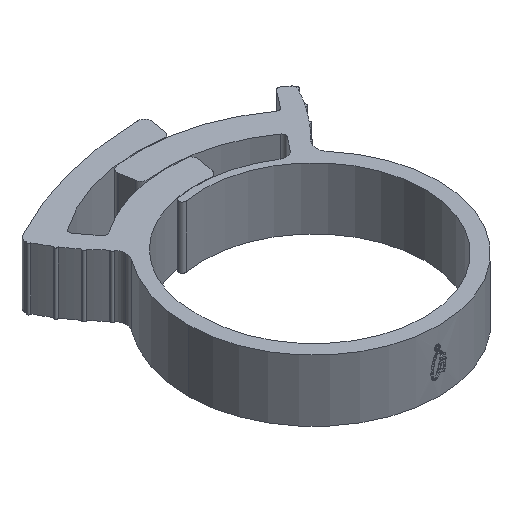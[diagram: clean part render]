
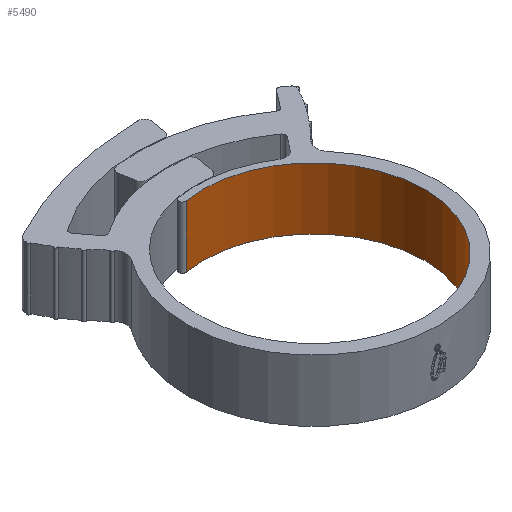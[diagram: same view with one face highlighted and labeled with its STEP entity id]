
A CAD part, isometric view. The second image highlights one B-rep face of the part: STEP entity #5490.
In plain terms, the highlighted cylindrical face has radius 16.35 mm (diameter 32.7 mm), a partial arc.
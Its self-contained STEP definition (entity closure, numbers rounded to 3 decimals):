
#62 = LINE ( 'NONE', #555, #576 ) ;
#127 = DIRECTION ( 'NONE',  ( 0., 0., -1. ) ) ;
#521 = VERTEX_POINT ( 'NONE', #4951 ) ;
#555 = CARTESIAN_POINT ( 'NONE',  ( -2.75, 16.117, 4.55 ) ) ;
#576 = VECTOR ( 'NONE', #6097, 1000. ) ;
#711 = VERTEX_POINT ( 'NONE', #4521 ) ;
#732 = CYLINDRICAL_SURFACE ( 'NONE', #4026, 16.35 ) ;
#859 = DIRECTION ( 'NONE',  ( -1., 0., 0. ) ) ;
#994 = VECTOR ( 'NONE', #3631, 1000. ) ;
#1235 = DIRECTION ( 'NONE',  ( 0., 0., -1. ) ) ;
#1573 = LINE ( 'NONE', #3562, #994 ) ;
#1574 = ORIENTED_EDGE ( 'NONE', *, *, #2595, .T. ) ;
#1771 = AXIS2_PLACEMENT_3D ( 'NONE', #3905, #4349, #3347 ) ;
#2060 = EDGE_CURVE ( 'NONE', #2233, #2910, #1573, .T. ) ;
#2233 = VERTEX_POINT ( 'NONE', #4663 ) ;
#2595 = EDGE_CURVE ( 'NONE', #711, #521, #62, .T. ) ;
#2709 = DIRECTION ( 'NONE',  ( -1., 0., 0. ) ) ;
#2910 = VERTEX_POINT ( 'NONE', #3246 ) ;
#3246 = CARTESIAN_POINT ( 'NONE',  ( -16.35, 0., -4.55 ) ) ;
#3347 = DIRECTION ( 'NONE',  ( -1., 0., 0. ) ) ;
#3393 = FACE_OUTER_BOUND ( 'NONE', #6115, .T. ) ;
#3562 = CARTESIAN_POINT ( 'NONE',  ( -16.35, 0., 4.55 ) ) ;
#3631 = DIRECTION ( 'NONE',  ( 0., 0., -1. ) ) ;
#3686 = CARTESIAN_POINT ( 'NONE',  ( 0., 0., 4.55 ) ) ;
#3905 = CARTESIAN_POINT ( 'NONE',  ( 0., 0., -4.55 ) ) ;
#4026 = AXIS2_PLACEMENT_3D ( 'NONE', #6405, #1235, #859 ) ;
#4248 = CIRCLE ( 'NONE', #1771, 16.35 ) ;
#4349 = DIRECTION ( 'NONE',  ( 0., 0., -1. ) ) ;
#4521 = CARTESIAN_POINT ( 'NONE',  ( -2.75, 16.117, 4.55 ) ) ;
#4663 = CARTESIAN_POINT ( 'NONE',  ( -16.35, 0., 4.55 ) ) ;
#4923 = ORIENTED_EDGE ( 'NONE', *, *, #5331, .F. ) ;
#4951 = CARTESIAN_POINT ( 'NONE',  ( -2.75, 16.117, -4.55 ) ) ;
#4981 = CIRCLE ( 'NONE', #5924, 16.35 ) ;
#5331 = EDGE_CURVE ( 'NONE', #711, #2233, #4981, .T. ) ;
#5490 = ADVANCED_FACE ( 'NONE', ( #3393 ), #732, .F. ) ;
#5646 = ORIENTED_EDGE ( 'NONE', *, *, #2060, .F. ) ;
#5924 = AXIS2_PLACEMENT_3D ( 'NONE', #3686, #127, #2709 ) ;
#6097 = DIRECTION ( 'NONE',  ( 0., 0., -1. ) ) ;
#6115 = EDGE_LOOP ( 'NONE', ( #6590, #5646, #4923, #1574 ) ) ;
#6216 = EDGE_CURVE ( 'NONE', #521, #2910, #4248, .T. ) ;
#6405 = CARTESIAN_POINT ( 'NONE',  ( 0., 0., 4.55 ) ) ;
#6590 = ORIENTED_EDGE ( 'NONE', *, *, #6216, .T. ) ;
